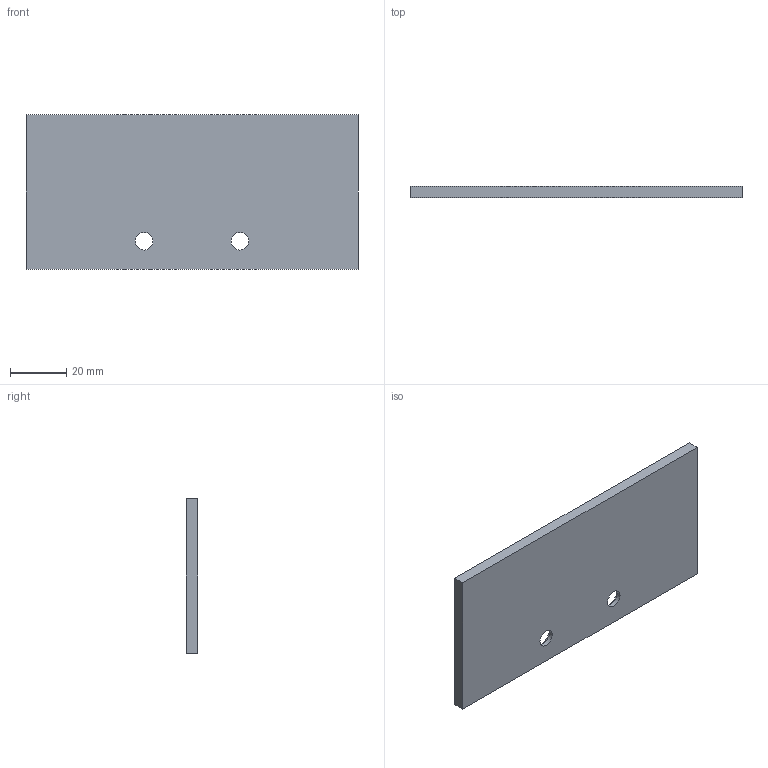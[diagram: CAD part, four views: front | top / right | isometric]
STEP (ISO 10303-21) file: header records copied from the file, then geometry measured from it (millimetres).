
FILE_DESCRIPTION(/* description */ (''),/* implementation_level */ '2;1');
FILE_NAME(/* name */ 'samples holder.step',/* time_stamp */ '2025-08-01T15:40:47-07:00',/* author */ (''),/* organization */ (''),/* preprocessor_version */ 'ST-DEVELOPER v20.1',/* originating_system */ 'Autodesk Translation Framework v14.10.0.0',/* authorisation */ '');
FILE_SCHEMA (('AUTOMOTIVE_DESIGN { 1 0 10303 214 3 1 1 }'));
Length unit declared in the file: millimetre
Products named in the file (1): Samples holder
Bounding box: 118 x 4 x 55 mm (x, y, z)
Volume: 21175.2 mm3; surface area: 15178.3 mm2
Topology: 1 solids, 1 shells, 47 faces, 108 edges, 72 vertices
Faces by surface type: plane 43, cylinder 4
Full cylindrical faces by diameter (mm): 6.25 x2, 12 x2
Entity records: 1358 total; most frequent: CARTESIAN_POINT 228, ORIENTED_EDGE 216, DIRECTION 212, EDGE_CURVE 108, LINE 100, VECTOR 100, VERTEX_POINT 72, EDGE_LOOP 60
